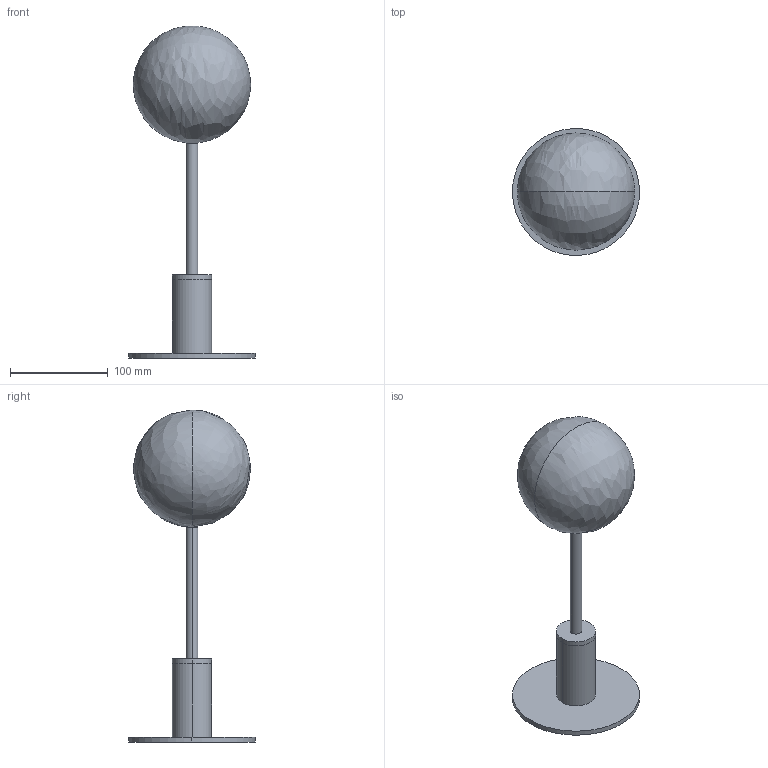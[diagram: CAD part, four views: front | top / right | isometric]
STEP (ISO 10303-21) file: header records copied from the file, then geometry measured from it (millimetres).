
FILE_DESCRIPTION(/* description */ (''),/* implementation_level */ '2;1');
FILE_NAME(/* name */ '174417~2',/* time_stamp */ '2020-11-06T18:48:00+01:00',/* author */ (''),/* organization */ (''),/* preprocessor_version */ 'ST-DEVELOPER v16.5',/* originating_system */ '',/* authorisation */ '');
FILE_SCHEMA (('AUTOMOTIVE_DESIGN'));
Length unit declared in the file: millimetre
Products named in the file (1): Document
Bounding box: 130 x 129.88 x 339.89 mm (x, y, z)
Volume: 1473748.2 mm3; surface area: 119949.5 mm2
Topology: 6 solids, 6 shells, 20 faces, 41 edges, 28 vertices
Faces by surface type: bspline 12, plane 8
Entity records: 662 total; most frequent: CARTESIAN_POINT 351, ORIENTED_EDGE 56, EDGE_CURVE 28, ADVANCED_FACE 20, FACE_OUTER_BOUND 20, EDGE_LOOP 20, VERTEX_POINT 20, DIRECTION 14
